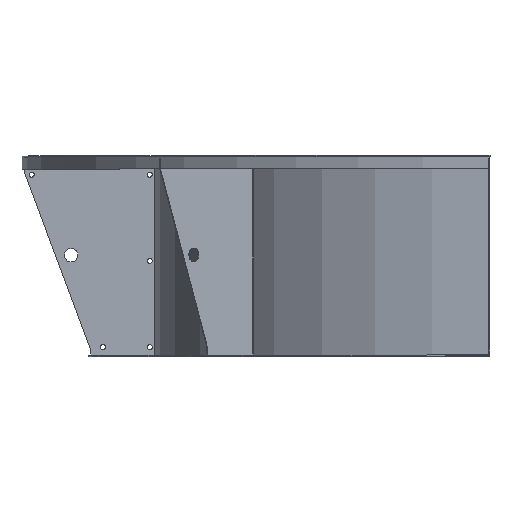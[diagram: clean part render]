
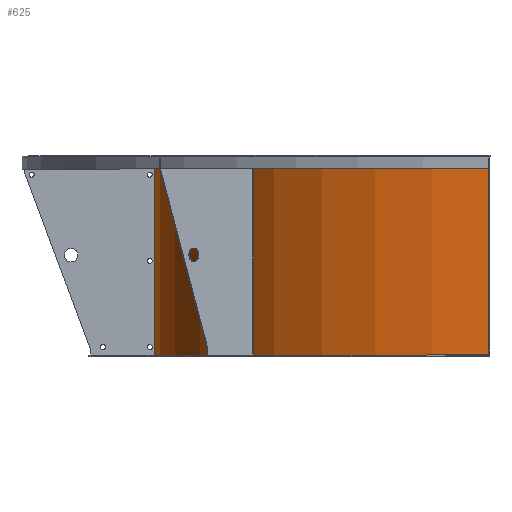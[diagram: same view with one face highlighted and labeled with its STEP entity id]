
A CAD part, top view. The second image highlights one B-rep face of the part: STEP entity #625.
In plain terms, the highlighted cylindrical face has radius 1003 mm (diameter 2006 mm), a partial arc.
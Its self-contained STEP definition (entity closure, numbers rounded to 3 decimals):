
#20 = CARTESIAN_POINT ( 'NONE',  ( -1003., 597., 0. ) ) ;
#173 = ORIENTED_EDGE ( 'NONE', *, *, #1767, .F. ) ;
#183 = LINE ( 'NONE', #2349, #410 ) ;
#262 = CIRCLE ( 'NONE', #2854, 1003. ) ;
#279 = DIRECTION ( 'NONE',  ( 0., 1., 0. ) ) ;
#410 = VECTOR ( 'NONE', #2332, 1000. ) ;
#464 = FACE_OUTER_BOUND ( 'NONE', #2246, .T. ) ;
#467 = CARTESIAN_POINT ( 'NONE',  ( 0., 597., 0. ) ) ;
#516 = VERTEX_POINT ( 'NONE', #836 ) ;
#625 = ADVANCED_FACE ( 'NONE', ( #464 ), #1198, .T. ) ;
#836 = CARTESIAN_POINT ( 'NONE',  ( 0., 597., 1003. ) ) ;
#957 = VERTEX_POINT ( 'NONE', #1613 ) ;
#985 = EDGE_CURVE ( 'NONE', #1075, #1469, #183, .T. ) ;
#1075 = VERTEX_POINT ( 'NONE', #20 ) ;
#1149 = EDGE_CURVE ( 'NONE', #1469, #957, #262, .T. ) ;
#1198 = CYLINDRICAL_SURFACE ( 'NONE', #2830, 1003. ) ;
#1325 = AXIS2_PLACEMENT_3D ( 'NONE', #467, #1642, #2378 ) ;
#1368 = CARTESIAN_POINT ( 'NONE',  ( -1003., 0., 0. ) ) ;
#1469 = VERTEX_POINT ( 'NONE', #1368 ) ;
#1482 = EDGE_CURVE ( 'NONE', #1075, #516, #1738, .T. ) ;
#1613 = CARTESIAN_POINT ( 'NONE',  ( 0., 0., 1003. ) ) ;
#1633 = ORIENTED_EDGE ( 'NONE', *, *, #1149, .T. ) ;
#1642 = DIRECTION ( 'NONE',  ( 0., 1., 0. ) ) ;
#1738 = CIRCLE ( 'NONE', #1325, 1003. ) ;
#1754 = ORIENTED_EDGE ( 'NONE', *, *, #985, .T. ) ;
#1767 = EDGE_CURVE ( 'NONE', #516, #957, #2989, .T. ) ;
#1779 = CARTESIAN_POINT ( 'NONE',  ( 0., 597., 1003. ) ) ;
#1939 = VECTOR ( 'NONE', #2757, 1000. ) ;
#1991 = CARTESIAN_POINT ( 'NONE',  ( 0., 0., 0. ) ) ;
#2246 = EDGE_LOOP ( 'NONE', ( #1633, #173, #2778, #1754 ) ) ;
#2332 = DIRECTION ( 'NONE',  ( 0., -1., 0. ) ) ;
#2349 = CARTESIAN_POINT ( 'NONE',  ( -1003., 597., 0. ) ) ;
#2378 = DIRECTION ( 'NONE',  ( 1., 0., 0. ) ) ;
#2410 = CARTESIAN_POINT ( 'NONE',  ( 0., 597., 0. ) ) ;
#2477 = DIRECTION ( 'NONE',  ( 1., 0., 0. ) ) ;
#2757 = DIRECTION ( 'NONE',  ( 0., -1., 0. ) ) ;
#2778 = ORIENTED_EDGE ( 'NONE', *, *, #1482, .F. ) ;
#2812 = DIRECTION ( 'NONE',  ( 0., 0., -1. ) ) ;
#2830 = AXIS2_PLACEMENT_3D ( 'NONE', #2410, #3143, #2812 ) ;
#2854 = AXIS2_PLACEMENT_3D ( 'NONE', #1991, #279, #2477 ) ;
#2989 = LINE ( 'NONE', #1779, #1939 ) ;
#3143 = DIRECTION ( 'NONE',  ( 0., -1., 0. ) ) ;
